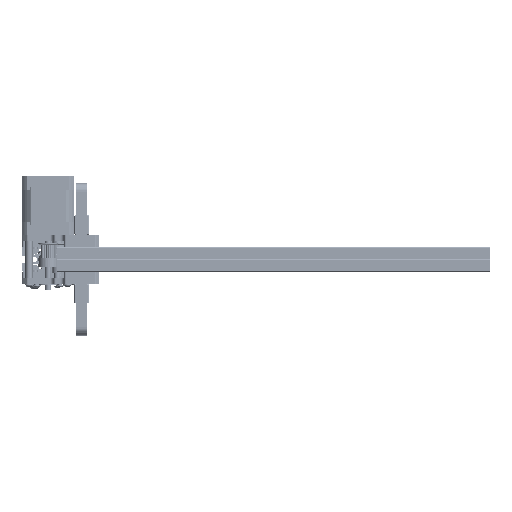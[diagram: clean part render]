
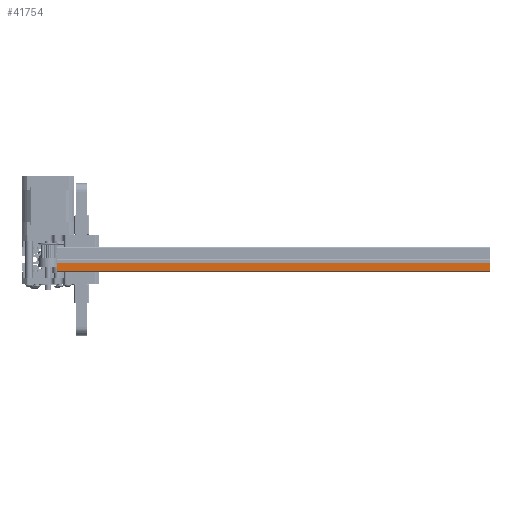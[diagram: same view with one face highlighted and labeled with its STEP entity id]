
A CAD part, left-side view. The second image highlights one B-rep face of the part: STEP entity #41754.
In plain terms, the highlighted face is planar.
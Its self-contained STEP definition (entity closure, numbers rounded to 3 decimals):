
#2955=PLANE('',#45998);
#5117=FACE_OUTER_BOUND('',#7592,.T.);
#7592=EDGE_LOOP('',(#38327,#38328,#38329,#38330));
#11626=LINE('',#72254,#15824);
#11627=LINE('',#72257,#15825);
#11628=LINE('',#72259,#15826);
#11629=LINE('',#72260,#15827);
#15824=VECTOR('',#57617,1000.);
#15825=VECTOR('',#57620,1000.);
#15826=VECTOR('',#57621,10.);
#15827=VECTOR('',#57622,1000.);
#21258=VERTEX_POINT('',#72250);
#21259=VERTEX_POINT('',#72252);
#21260=VERTEX_POINT('',#72256);
#21261=VERTEX_POINT('',#72258);
#27007=EDGE_CURVE('',#21259,#21258,#11626,.T.);
#27008=EDGE_CURVE('',#21258,#21260,#11627,.T.);
#27009=EDGE_CURVE('',#21259,#21261,#11628,.T.);
#27010=EDGE_CURVE('',#21261,#21260,#11629,.T.);
#38327=ORIENTED_EDGE('',*,*,#27008,.F.);
#38328=ORIENTED_EDGE('',*,*,#27007,.F.);
#38329=ORIENTED_EDGE('',*,*,#27009,.T.);
#38330=ORIENTED_EDGE('',*,*,#27010,.T.);
#41754=ADVANCED_FACE('',(#5117),#2955,.T.);
#45998=AXIS2_PLACEMENT_3D('',#72255,#57618,#57619);
#57617=DIRECTION('',(0.,0.,1.));
#57618=DIRECTION('center_axis',(0.,1.,0.));
#57619=DIRECTION('ref_axis',(0.,0.,1.));
#57620=DIRECTION('',(-1.,0.,0.));
#57621=DIRECTION('',(-1.,0.,0.));
#57622=DIRECTION('',(0.,0.,1.));
#72250=CARTESIAN_POINT('',(9.,10.,10.));
#72252=CARTESIAN_POINT('',(9.,10.,-340.));
#72254=CARTESIAN_POINT('',(9.,10.,-200.));
#72255=CARTESIAN_POINT('Origin',(9.,10.,-200.));
#72256=CARTESIAN_POINT('',(3.,10.,10.));
#72257=CARTESIAN_POINT('',(9.,10.,10.));
#72258=CARTESIAN_POINT('',(3.,10.,-340.));
#72259=CARTESIAN_POINT('',(0.,10.,-340.));
#72260=CARTESIAN_POINT('',(3.,10.,-200.));
